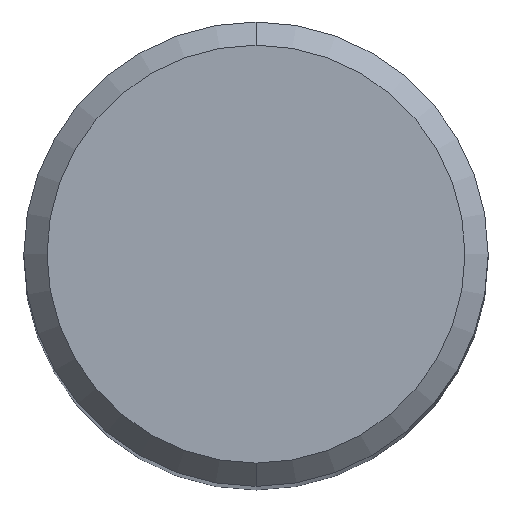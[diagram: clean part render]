
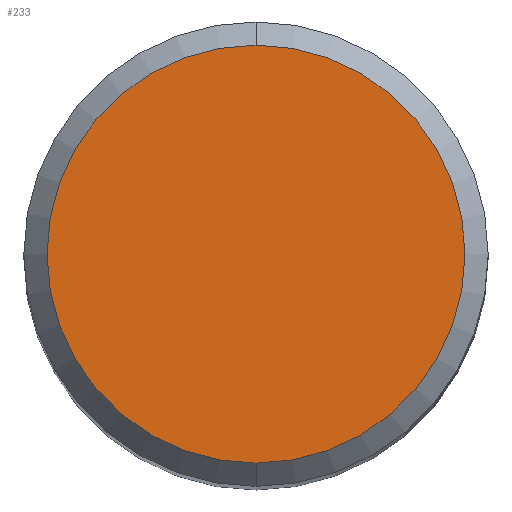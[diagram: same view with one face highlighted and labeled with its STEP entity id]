
A CAD part, top view. The second image highlights one B-rep face of the part: STEP entity #233.
In plain terms, the highlighted planar face has unit normal (0, 0, 1).
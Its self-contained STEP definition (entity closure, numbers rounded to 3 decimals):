
#183=VERTEX_POINT('',#490);
#233=ADVANCED_FACE('',(#549),#550,.T.);
#237=EDGE_CURVE('',#183,#319,#554,.T.);
#319=VERTEX_POINT('',#644);
#443=EDGE_CURVE('',#319,#183,#778,.T.);
#490=CARTESIAN_POINT('',(0.0,3.6,0.0));
#549=FACE_OUTER_BOUND('',#913,.T.);
#550=PLANE('',#914);
#554=CIRCLE('',#919,3.6);
#644=CARTESIAN_POINT('',(0.,-3.6,0.0));
#778=CIRCLE('',#1428,3.6);
#913=EDGE_LOOP('',(#1563,#1564));
#914=AXIS2_PLACEMENT_3D('',#1565,#1566,#1567);
#919=AXIS2_PLACEMENT_3D('',#1568,#1569,#1570);
#1428=AXIS2_PLACEMENT_3D('',#1790,#1791,#1792);
#1563=ORIENTED_EDGE('',*,*,#237,.F.);
#1564=ORIENTED_EDGE('',*,*,#443,.F.);
#1565=CARTESIAN_POINT('',(0.0,1.8,0.0));
#1566=DIRECTION('',(-0.0,0.0,1.0));
#1567=DIRECTION('',(0.0,-1.0,0.0));
#1568=CARTESIAN_POINT('',(0.0,0.0,0.0));
#1569=DIRECTION('',(0.0,0.0,-1.0));
#1570=DIRECTION('',(0.0,1.0,0.0));
#1790=CARTESIAN_POINT('',(0.0,0.0,0.0));
#1791=DIRECTION('',(0.0,0.0,-1.0));
#1792=DIRECTION('',(0.0,1.0,0.0));
